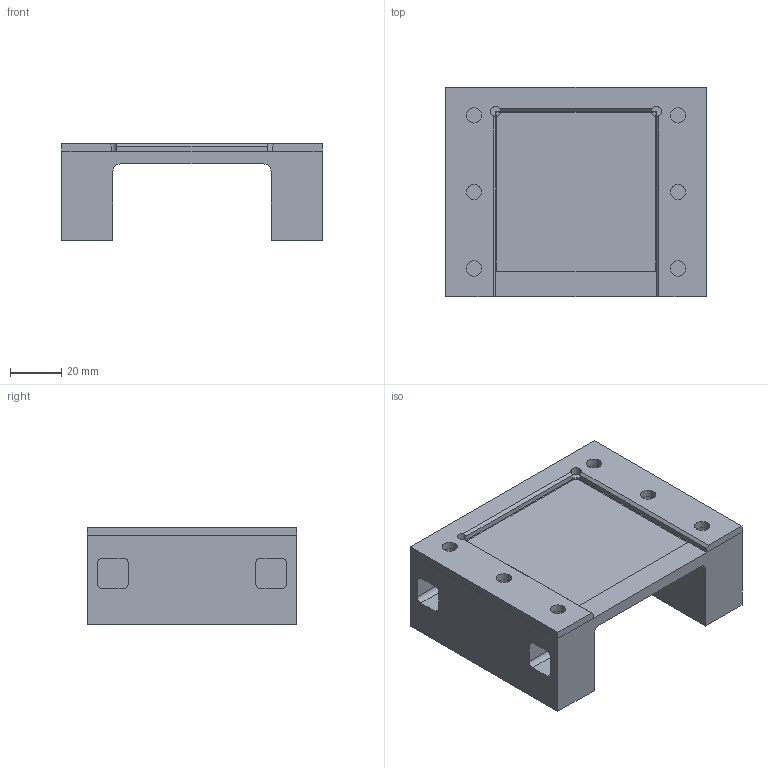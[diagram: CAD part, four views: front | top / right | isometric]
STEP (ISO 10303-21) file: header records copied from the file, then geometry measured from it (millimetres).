
FILE_DESCRIPTION(('FreeCAD Model'),'2;1');
FILE_NAME('Open CASCADE Shape Model','2024-01-22T12:06:28',(''),(''), 'Open CASCADE STEP processor 7.6','FreeCAD','Unknown');
FILE_SCHEMA(('AUTOMOTIVE_DESIGN { 1 0 10303 214 1 1 1 1 }'));
Length unit declared in the file: millimetre
Products named in the file (1): sensor_support
Bounding box: 102 x 82 x 38 mm (x, y, z)
Volume: 141416.2 mm3; surface area: 35813.1 mm2
Topology: 1 solids, 1 shells, 89 faces, 217 edges, 140 vertices
Faces by surface type: plane 56, cylinder 33
Full cylindrical faces by diameter (mm): 6 x12
Entity records: 5542 total; most frequent: CARTESIAN_POINT 1057, DIRECTION 871, LINE 507, VECTOR 507, ORIENTED_EDGE 434, PCURVE 434, DEFINITIONAL_REPRESENTATION 434, EDGE_CURVE 217
